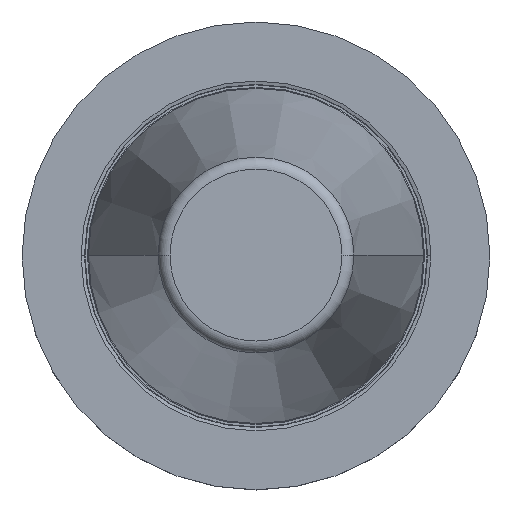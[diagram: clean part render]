
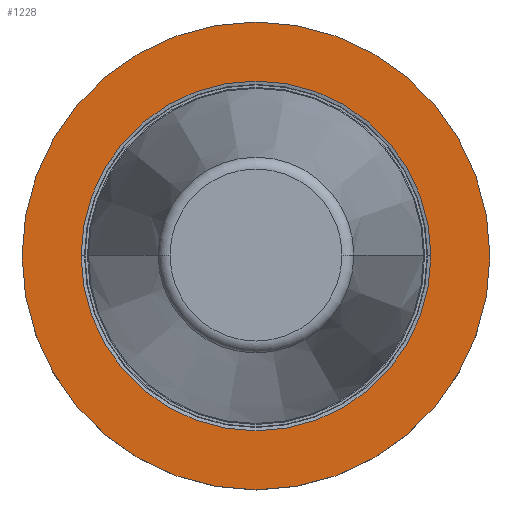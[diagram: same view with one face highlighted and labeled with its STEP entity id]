
A CAD part, top view. The second image highlights one B-rep face of the part: STEP entity #1228.
In plain terms, the highlighted planar face has unit normal (0, 0, 1).
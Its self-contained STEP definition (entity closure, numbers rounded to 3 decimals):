
#115=CARTESIAN_POINT('',(0.,0.,-3.2));
#116=DIRECTION('',(0.,0.,1.));
#117=DIRECTION('',(1.,0.,0.));
#118=AXIS2_PLACEMENT_3D('',#115,#116,#117);
#123=CARTESIAN_POINT('',(0.,0.,-3.2));
#124=DIRECTION('',(0.,0.,-1.));
#125=DIRECTION('',(1.,0.,0.));
#126=AXIS2_PLACEMENT_3D('',#123,#124,#125);
#131=CARTESIAN_POINT('',(0.,0.,-3.2));
#132=DIRECTION('',(0.,0.,1.));
#133=DIRECTION('',(1.,0.,0.));
#134=AXIS2_PLACEMENT_3D('',#131,#132,#133);
#139=CARTESIAN_POINT('',(0.,0.,-3.2));
#140=DIRECTION('',(0.,0.,1.));
#141=DIRECTION('',(-1.,0.,0.));
#142=AXIS2_PLACEMENT_3D('',#139,#140,#141);
#1017=CARTESIAN_POINT('',(48.75,0.,-3.2));
#1018=CARTESIAN_POINT('',(-48.75,0.,-3.2));
#1019=VERTEX_POINT('',#1017);
#1020=VERTEX_POINT('',#1018);
#1083=CARTESIAN_POINT('',(36.446,0.,-3.2));
#1084=VERTEX_POINT('',#1083);
#1087=CARTESIAN_POINT('',(-36.446,0.,-3.2));
#1088=VERTEX_POINT('',#1087);
#1213=CARTESIAN_POINT('',(0.,0.,-3.2));
#1214=DIRECTION('',(0.,0.,-1.));
#1215=DIRECTION('',(-1.,0.,0.));
#1216=AXIS2_PLACEMENT_3D('',#1213,#1214,#1215);
#1217=PLANE('',#1216);
#1218=ORIENTED_EDGE('',*,*,#1193,.F.);
#1219=ORIENTED_EDGE('',*,*,#1134,.T.);
#1220=EDGE_LOOP('',(#1218,#1219));
#1221=FACE_OUTER_BOUND('',#1220,.F.);
#1223=ORIENTED_EDGE('',*,*,#1222,.T.);
#1225=ORIENTED_EDGE('',*,*,#1224,.T.);
#1226=EDGE_LOOP('',(#1223,#1225));
#1227=FACE_BOUND('',#1226,.F.);
#119=CIRCLE('',#118,48.75);
#127=CIRCLE('',#126,48.75);
#135=CIRCLE('',#134,36.446);
#143=CIRCLE('',#142,36.446);
#1134=EDGE_CURVE('',#1019,#1020,#127,.T.);
#1193=EDGE_CURVE('',#1019,#1020,#119,.T.);
#1222=EDGE_CURVE('',#1084,#1088,#135,.T.);
#1224=EDGE_CURVE('',#1088,#1084,#143,.T.);
#1228=ADVANCED_FACE('',(#1221,#1227),#1217,.F.);
